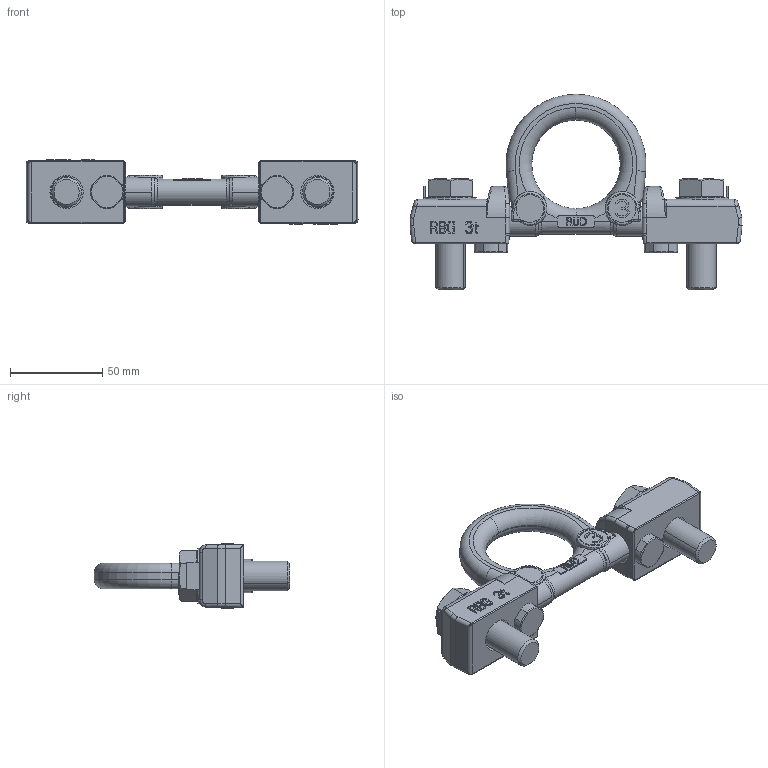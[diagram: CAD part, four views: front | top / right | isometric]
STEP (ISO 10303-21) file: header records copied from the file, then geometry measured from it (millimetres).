
FILE_DESCRIPTION((''),'2;1');
FILE_NAME('001-M31971-P-1_ASM','2016-03-22T',('Andreas.Wendler'),(''),'PRO/ENGINEER BY PARAMETRIC TECHNOLOGY CORPORATION, 2010140','PRO/ENGINEER BY PARAMETRIC TECHNOLOGY CORPORATION, 2010140','');
FILE_SCHEMA(('CONFIG_CONTROL_DESIGN'));
Length unit declared in the file: millimetre
Products named in the file (5): 001-M32112-P-1; 001-M31971-P-1; 001-M31971-P-2; 001-M31120-V05; 001-M31971-P-1_ASM
Assembly tree (7 placements, depth 2):
  001-M31971-P-1_ASM
    001-M32112-P-1
    001-M31971-P-1  x2
    001-M31971-P-2  x2
    001-M31120-V05  x2
Bounding box: 180 x 106 x 35 mm (x, y, z)
Volume: 146753.1 mm3; surface area: 44074.9 mm2
Topology: 7 solids, 7 shells, 1563 faces, 4306 edges, 2812 vertices
Faces by surface type: plane 1283, cylinder 140, bspline 46, torus 46, cone 36, sphere 12
Entity records: 32043 total; most frequent: CARTESIAN_POINT 7912, ORIENTED_EDGE 5274, DIRECTION 4518, EDGE_CURVE 2637, VECTOR 2178, LINE 2178, VERTEX_POINT 1720, AXIS2_PLACEMENT_3D 1170
